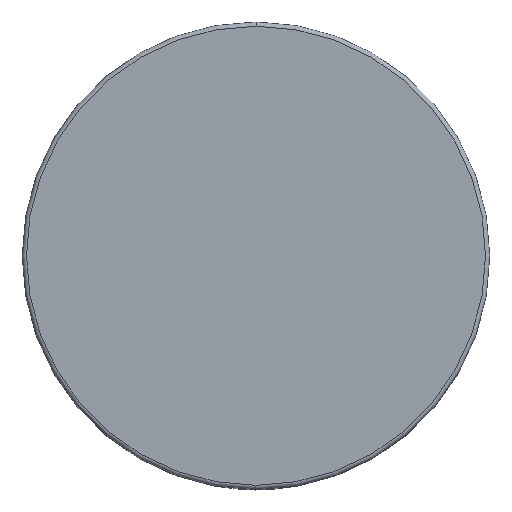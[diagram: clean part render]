
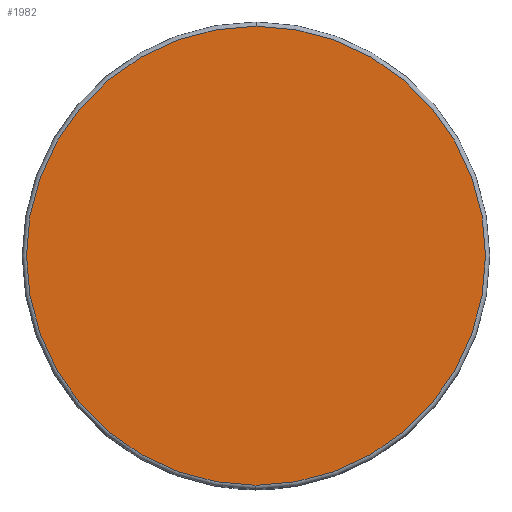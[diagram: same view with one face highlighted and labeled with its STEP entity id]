
A CAD part, top view. The second image highlights one B-rep face of the part: STEP entity #1982.
In plain terms, the highlighted face is planar.
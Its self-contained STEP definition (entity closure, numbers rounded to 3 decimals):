
#1384=CARTESIAN_POINT('',(0.,26.,0.));
#1385=DIRECTION('',(0.,1.,0.));
#1386=DIRECTION('',(-1.,0.,0.));
#1387=AXIS2_PLACEMENT_3D('',#1384,#1385,#1386);
#1392=CARTESIAN_POINT('',(0.,26.,0.));
#1393=DIRECTION('',(0.,1.,0.));
#1394=DIRECTION('',(1.,0.,0.));
#1395=AXIS2_PLACEMENT_3D('',#1392,#1393,#1394);
#1563=CARTESIAN_POINT('',(-27.,26.,0.));
#1564=CARTESIAN_POINT('',(27.,26.,0.));
#1565=VERTEX_POINT('',#1563);
#1566=VERTEX_POINT('',#1564);
#1972=CARTESIAN_POINT('',(0.,26.,0.));
#1973=DIRECTION('',(0.,-1.,0.));
#1974=DIRECTION('',(-1.,0.,0.));
#1975=AXIS2_PLACEMENT_3D('',#1972,#1973,#1974);
#1976=PLANE('',#1975);
#1977=ORIENTED_EDGE('',*,*,#1962,.F.);
#1979=ORIENTED_EDGE('',*,*,#1978,.F.);
#1980=EDGE_LOOP('',(#1977,#1979));
#1981=FACE_OUTER_BOUND('',#1980,.F.);
#1982=ADVANCED_FACE('',(#1981),#1976,.F.);
#1388=CIRCLE('',#1387,27.);
#1396=CIRCLE('',#1395,27.);
#1962=EDGE_CURVE('',#1565,#1566,#1388,.T.);
#1978=EDGE_CURVE('',#1566,#1565,#1396,.T.);
